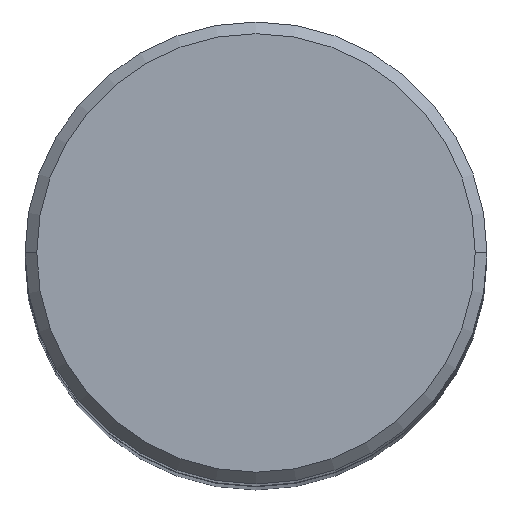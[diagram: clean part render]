
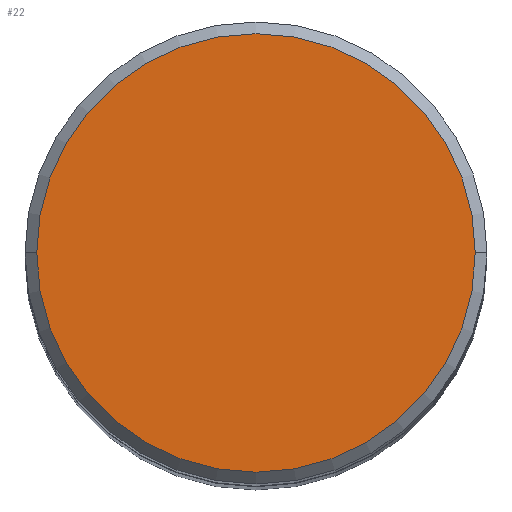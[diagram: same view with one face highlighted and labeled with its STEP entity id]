
A CAD part, top view. The second image highlights one B-rep face of the part: STEP entity #22.
In plain terms, the highlighted planar face has unit normal (0, 0, 1).
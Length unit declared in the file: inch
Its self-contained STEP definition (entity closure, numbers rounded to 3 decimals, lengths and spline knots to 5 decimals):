
#22 = ADVANCED_FACE ( 'NONE', ( #260 ), #388, .F. ) ;
#28 = EDGE_CURVE ( 'NONE', #319, #279, #293, .T. ) ;
#48 = CARTESIAN_POINT ( 'NONE',  ( 0., 0., 0. ) ) ;
#55 = AXIS2_PLACEMENT_3D ( 'NONE', #334, #56, #139 ) ;
#56 = DIRECTION ( 'NONE',  ( 0., 0., 1. ) ) ;
#69 = EDGE_LOOP ( 'NONE', ( #266, #312 ) ) ;
#122 = DIRECTION ( 'NONE',  ( 0., 0., 1. ) ) ;
#139 = DIRECTION ( 'NONE',  ( 1., 0., 0. ) ) ;
#147 = AXIS2_PLACEMENT_3D ( 'NONE', #240, #385, #373 ) ;
#162 = AXIS2_PLACEMENT_3D ( 'NONE', #48, #122, #292 ) ;
#240 = CARTESIAN_POINT ( 'NONE',  ( 0., 0.3737, 0. ) ) ;
#260 = FACE_OUTER_BOUND ( 'NONE', #69, .T. ) ;
#266 = ORIENTED_EDGE ( 'NONE', *, *, #28, .T. ) ;
#279 = VERTEX_POINT ( 'NONE', #469 ) ;
#292 = DIRECTION ( 'NONE',  ( 1., 0., 0. ) ) ;
#293 = CIRCLE ( 'NONE', #55, 0.3737 ) ;
#312 = ORIENTED_EDGE ( 'NONE', *, *, #365, .T. ) ;
#319 = VERTEX_POINT ( 'NONE', #356 ) ;
#334 = CARTESIAN_POINT ( 'NONE',  ( 0., 0., 0. ) ) ;
#356 = CARTESIAN_POINT ( 'NONE',  ( -0.3737, 0., 0. ) ) ;
#365 = EDGE_CURVE ( 'NONE', #279, #319, #375, .T. ) ;
#373 = DIRECTION ( 'NONE',  ( -1., 0., 0. ) ) ;
#375 = CIRCLE ( 'NONE', #162, 0.3737 ) ;
#385 = DIRECTION ( 'NONE',  ( 0., 0., -1. ) ) ;
#388 = PLANE ( 'NONE',  #147 ) ;
#469 = CARTESIAN_POINT ( 'NONE',  ( 0.3737, 0., 0. ) ) ;
